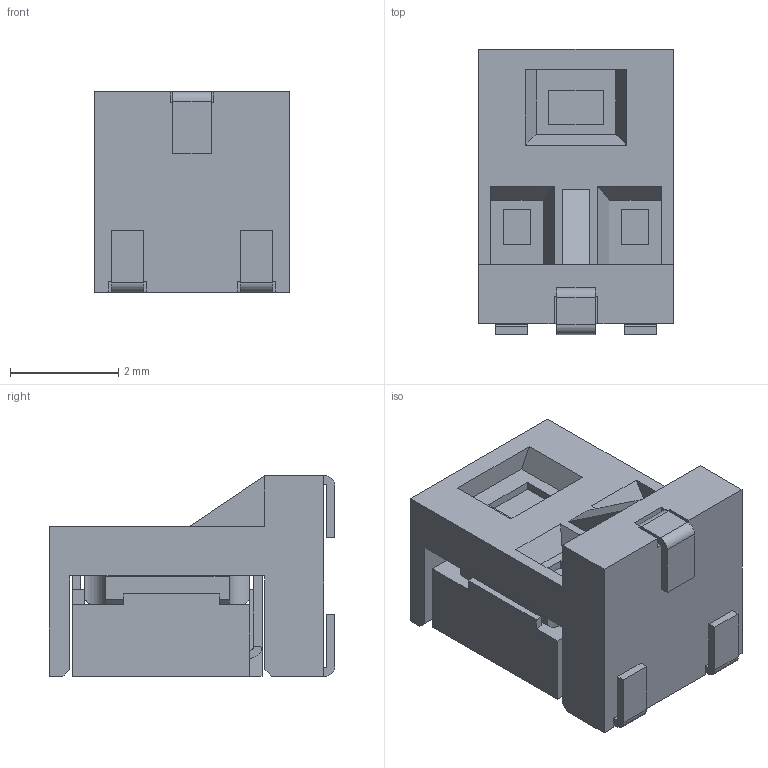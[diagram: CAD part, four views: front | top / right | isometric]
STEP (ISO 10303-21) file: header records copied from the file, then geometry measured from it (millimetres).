
FILE_DESCRIPTION((''),'2;1');
FILE_NAME('3313S002','2013-05-28T',('maxm'),('Bourns, Inc.'),'PRO/ENGINEER BY PARAMETRIC TECHNOLOGY CORPORATION, 2012230','PRO/ENGINEER BY PARAMETRIC TECHNOLOGY CORPORATION, 2012230','');
FILE_SCHEMA(('CONFIG_CONTROL_DESIGN'));
Length unit declared in the file: inch
Products named in the file (1): 3313S002
Bounding box: 3.61 x 5.28 x 3.71 mm (x, y, z)
Volume: 44.7 mm3; surface area: 212.6 mm2
Topology: 1 solids, 4 shells, 347 faces, 970 edges, 620 vertices
Faces by surface type: plane 279, cylinder 60, cone 7, bspline 1
Entity records: 11129 total; most frequent: CARTESIAN_POINT 2071, ORIENTED_EDGE 1940, DIRECTION 1789, EDGE_CURVE 970, VECTOR 789, LINE 789, VERTEX_POINT 620, AXIS2_PLACEMENT_3D 500
